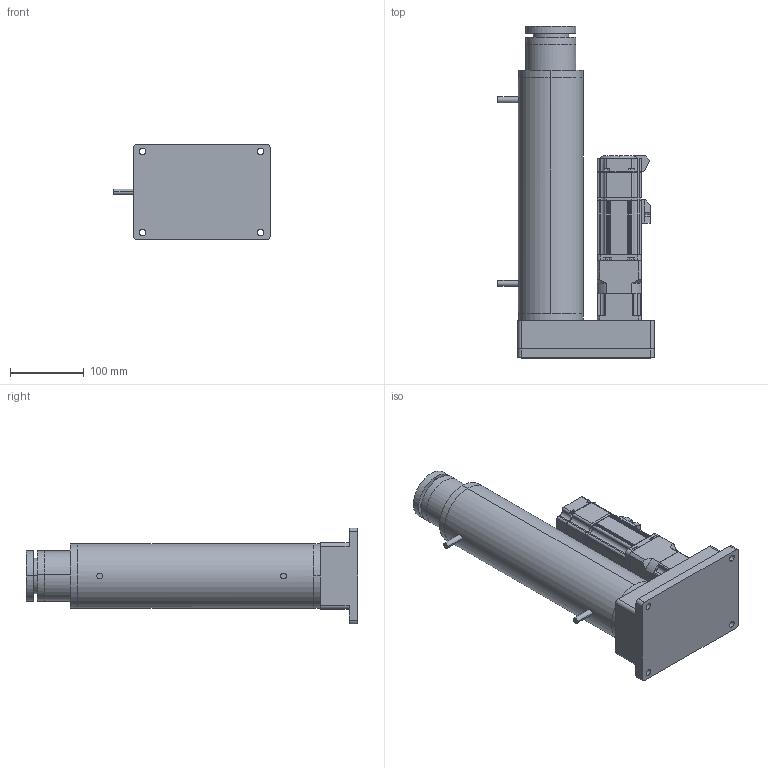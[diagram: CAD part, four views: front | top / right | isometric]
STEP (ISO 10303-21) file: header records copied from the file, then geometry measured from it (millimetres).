
FILE_DESCRIPTION (( 'STEP AP203' ), '1' );
FILE_NAME ('231007-XF-88缸多节缸折叠400行程装配体.STEP', '2023-10-07T06:13:00', ( '微软用户' ), ( '微软中国' ), 'SwSTEP 2.0', 'SolidWorks 2016', '' );
FILE_SCHEMA (( 'CONFIG_CONTROL_DESIGN' ));
Length unit declared in the file: millimetre
Products named in the file (8): MS5S-60ST(E)-CS01330BZ-20P4-S03(S04); 231007-XF-88缸多节缸折叠400行程装配体; 231007-XF-88多节缸第一节缸筒; PGH60等撰淕极宒楊擘(14-50-70-M4); 231007-XF-88多节缸第二节缸筒; 231007-XF-88嗣誹詰眊极裔啣; 231007-XF-88多节缸第三节缸筒; 231007-XF-88嗣誹詰粣創釱
Assembly tree (7 placements, depth 2):
  231007-XF-88缸多节缸折叠400行程装配体
    231007-XF-88嗣誹詰眊极裔啣
    231007-XF-88嗣誹詰粣創釱
    231007-XF-88多节缸第二节缸筒
    231007-XF-88多节缸第三节缸筒
    231007-XF-88多节缸第一节缸筒
    MS5S-60ST(E)-CS01330BZ-20P4-S03(S04)
    PGH60等撰淕极宒楊擘(14-50-70-M4)
Bounding box: 212 x 450 x 130 mm (x, y, z)
Volume: 2154333 mm3; surface area: 609347.4 mm2
Topology: 8 solids, 22 shells, 702 faces, 1992 edges, 1342 vertices
Faces by surface type: cylinder 396, plane 259, cone 39, torus 8
Entity records: 24071 total; most frequent: CARTESIAN_POINT 4502, DIRECTION 4276, ORIENTED_EDGE 3422, EDGE_CURVE 1982, AXIS2_PLACEMENT_3D 1616, VERTEX_POINT 1342, VECTOR 1044, LINE 1044
